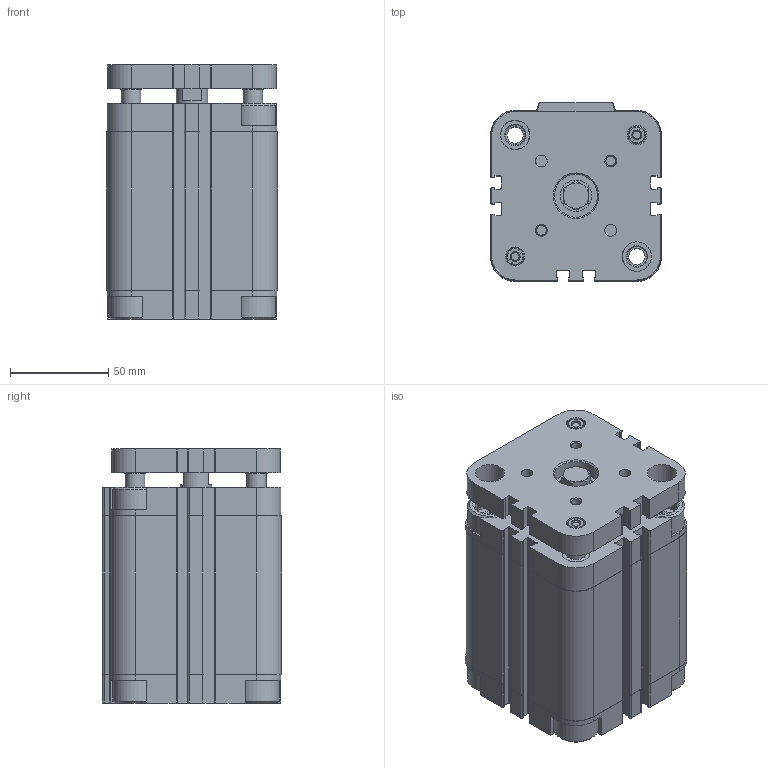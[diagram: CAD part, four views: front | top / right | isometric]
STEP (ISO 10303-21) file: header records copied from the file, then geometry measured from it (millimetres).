
FILE_DESCRIPTION(/* description */ ('STEP AP214'),/* implementation_level */ '2;1');
FILE_NAME(/* name */ '156910_ADVUL-63-60-P-A',/* time_stamp */ '2024-08-02T17:49:36+02:00',/* author */ ('License CC BY-ND 4.0'),/* organization */ ('CADENAS'),/* preprocessor_version */ 'ST-DEVELOPER v19.3',/* originating_system */ 'PARTsolutions',/* authorisation */ ' ');
FILE_SCHEMA (('AUTOMOTIVE_DESIGN {1 0 10303 214 3 1 1}'));
Length unit declared in the file: millimetre
Products named in the file (3): 156910 ADVUL-63-60-P-A---(0); 156910 ADVUL-63-60-P-A---(ZR); 156910 ADVUL-63-60---(KS)
Assembly tree (2 placements, depth 2):
  156910 ADVUL-63-60-P-A---(0)
    156910 ADVUL-63-60-P-A---(ZR)
    156910 ADVUL-63-60---(KS)
Bounding box: 87 x 91 x 129.5 mm (x, y, z)
Volume: 658780.9 mm3; surface area: 144257.7 mm2
Topology: 2 solids, 2 shells, 649 faces, 1743 edges, 1150 vertices
Faces by surface type: plane 392, cylinder 213, cone 44
Full cylindrical faces by diameter (mm): 4.917 x2, 6 x2, 8 x1, 8.376 x6, 8.566 x2, 9 x2, 9.8 x1, 10 x5, 11 x2, 13 x2, 14 x2, 15 x2, 15.4 x4, 16 x3, 16.5 x6, 22 x1, 23 x6, 63 x2
Entity records: 20056 total; most frequent: CARTESIAN_POINT 3932, ORIENTED_EDGE 3294, DIRECTION 3270, EDGE_CURVE 1647, VERTEX_POINT 1141, AXIS2_PLACEMENT_3D 1135, LINE 1000, VECTOR 1000
